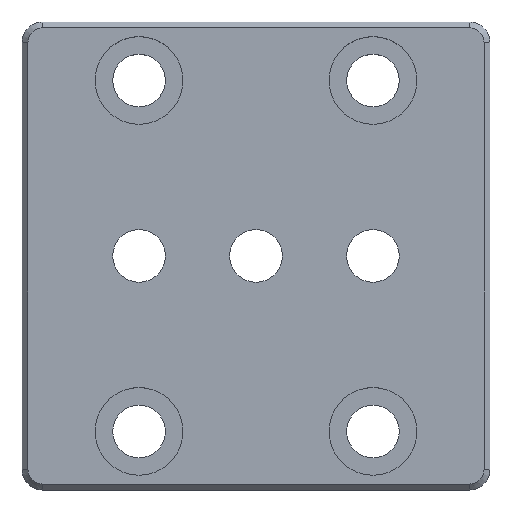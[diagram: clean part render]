
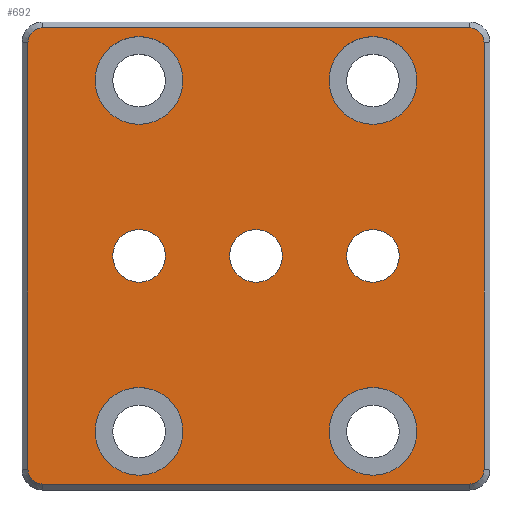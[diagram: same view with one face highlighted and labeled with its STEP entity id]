
A CAD part, top view. The second image highlights one B-rep face of the part: STEP entity #692.
In plain terms, the highlighted planar face has unit normal (0, 0, 1).
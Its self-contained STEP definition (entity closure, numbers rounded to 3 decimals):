
#47=LINE('',#1130,#87);
#52=LINE('',#1146,#92);
#55=LINE('',#1151,#95);
#59=LINE('',#1164,#99);
#87=VECTOR('',#914,73.);
#92=VECTOR('',#931,73.);
#95=VECTOR('',#936,73.);
#99=VECTOR('',#952,73.);
#134=FACE_BOUND('',#247,.T.);
#135=FACE_BOUND('',#248,.T.);
#136=FACE_BOUND('',#249,.T.);
#137=FACE_BOUND('',#250,.T.);
#138=FACE_BOUND('',#251,.T.);
#139=FACE_BOUND('',#252,.T.);
#140=FACE_BOUND('',#253,.T.);
#186=FACE_OUTER_BOUND('',#246,.T.);
#246=EDGE_LOOP('',(#592,#593,#594,#595,#596,#597,#598,#599));
#247=EDGE_LOOP('',(#600));
#248=EDGE_LOOP('',(#601));
#249=EDGE_LOOP('',(#602));
#250=EDGE_LOOP('',(#603));
#251=EDGE_LOOP('',(#604));
#252=EDGE_LOOP('',(#605));
#253=EDGE_LOOP('',(#606));
#287=CIRCLE('',#715,7.5);
#291=CIRCLE('',#722,7.5);
#308=CIRCLE('',#755,2.5);
#310=CIRCLE('',#758,2.5);
#311=CIRCLE('',#762,2.5);
#313=CIRCLE('',#765,2.5);
#314=CIRCLE('',#771,7.5);
#315=CIRCLE('',#772,7.5);
#316=CIRCLE('',#773,4.5);
#317=CIRCLE('',#774,4.5);
#318=CIRCLE('',#775,4.5);
#331=VERTEX_POINT('',#1033);
#335=VERTEX_POINT('',#1044);
#363=VERTEX_POINT('',#1127);
#364=VERTEX_POINT('',#1129);
#366=VERTEX_POINT('',#1134);
#367=VERTEX_POINT('',#1139);
#369=VERTEX_POINT('',#1144);
#370=VERTEX_POINT('',#1149);
#372=VERTEX_POINT('',#1154);
#373=VERTEX_POINT('',#1159);
#374=VERTEX_POINT('',#1172);
#375=VERTEX_POINT('',#1174);
#376=VERTEX_POINT('',#1176);
#377=VERTEX_POINT('',#1178);
#378=VERTEX_POINT('',#1180);
#391=EDGE_CURVE('',#331,#331,#287,.T.);
#395=EDGE_CURVE('',#335,#335,#291,.T.);
#436=EDGE_CURVE('',#363,#364,#47,.T.);
#439=EDGE_CURVE('',#366,#363,#308,.T.);
#442=EDGE_CURVE('',#364,#367,#310,.T.);
#444=EDGE_CURVE('',#369,#366,#52,.T.);
#447=EDGE_CURVE('',#367,#370,#55,.T.);
#449=EDGE_CURVE('',#372,#369,#311,.T.);
#452=EDGE_CURVE('',#370,#373,#313,.T.);
#454=EDGE_CURVE('',#373,#372,#59,.T.);
#458=EDGE_CURVE('',#374,#374,#314,.T.);
#459=EDGE_CURVE('',#375,#375,#315,.T.);
#460=EDGE_CURVE('',#376,#376,#316,.T.);
#461=EDGE_CURVE('',#377,#377,#317,.T.);
#462=EDGE_CURVE('',#378,#378,#318,.T.);
#592=ORIENTED_EDGE('',*,*,#436,.F.);
#593=ORIENTED_EDGE('',*,*,#439,.F.);
#594=ORIENTED_EDGE('',*,*,#444,.F.);
#595=ORIENTED_EDGE('',*,*,#449,.F.);
#596=ORIENTED_EDGE('',*,*,#454,.F.);
#597=ORIENTED_EDGE('',*,*,#452,.F.);
#598=ORIENTED_EDGE('',*,*,#447,.F.);
#599=ORIENTED_EDGE('',*,*,#442,.F.);
#600=ORIENTED_EDGE('',*,*,#391,.T.);
#601=ORIENTED_EDGE('',*,*,#395,.T.);
#602=ORIENTED_EDGE('',*,*,#458,.T.);
#603=ORIENTED_EDGE('',*,*,#459,.T.);
#604=ORIENTED_EDGE('',*,*,#460,.T.);
#605=ORIENTED_EDGE('',*,*,#461,.T.);
#606=ORIENTED_EDGE('',*,*,#462,.T.);
#655=PLANE('',#770);
#692=ADVANCED_FACE('',(#186,#134,#135,#136,#137,#138,#139,#140),#655,.T.);
#715=AXIS2_PLACEMENT_3D('',#1034,#812,#813);
#722=AXIS2_PLACEMENT_3D('',#1045,#826,#827);
#755=AXIS2_PLACEMENT_3D('',#1136,#919,#920);
#758=AXIS2_PLACEMENT_3D('',#1141,#926,#927);
#762=AXIS2_PLACEMENT_3D('',#1156,#940,#941);
#765=AXIS2_PLACEMENT_3D('',#1161,#947,#948);
#770=AXIS2_PLACEMENT_3D('',#1171,#962,#963);
#771=AXIS2_PLACEMENT_3D('',#1173,#964,#965);
#772=AXIS2_PLACEMENT_3D('',#1175,#966,#967);
#773=AXIS2_PLACEMENT_3D('',#1177,#968,#969);
#774=AXIS2_PLACEMENT_3D('',#1179,#970,#971);
#775=AXIS2_PLACEMENT_3D('',#1181,#972,#973);
#812=DIRECTION('center_axis',(0.,0.,-1.));
#813=DIRECTION('ref_axis',(1.,0.,0.));
#826=DIRECTION('center_axis',(0.,0.,-1.));
#827=DIRECTION('ref_axis',(1.,0.,0.));
#914=DIRECTION('',(-1.,0.,0.));
#919=DIRECTION('center_axis',(0.,0.,-1.));
#920=DIRECTION('ref_axis',(0.707,-0.707,0.));
#926=DIRECTION('center_axis',(0.,0.,-1.));
#927=DIRECTION('ref_axis',(-0.707,-0.707,0.));
#931=DIRECTION('',(0.,-1.,0.));
#936=DIRECTION('',(0.,1.,0.));
#940=DIRECTION('center_axis',(0.,0.,-1.));
#941=DIRECTION('ref_axis',(0.707,0.707,0.));
#947=DIRECTION('center_axis',(0.,0.,-1.));
#948=DIRECTION('ref_axis',(-0.707,0.707,0.));
#952=DIRECTION('',(1.,0.,0.));
#962=DIRECTION('center_axis',(0.,0.,1.));
#963=DIRECTION('ref_axis',(1.,0.,0.));
#964=DIRECTION('center_axis',(0.,0.,-1.));
#965=DIRECTION('ref_axis',(1.,0.,0.));
#966=DIRECTION('center_axis',(0.,0.,-1.));
#967=DIRECTION('ref_axis',(1.,0.,0.));
#968=DIRECTION('center_axis',(0.,0.,-1.));
#969=DIRECTION('ref_axis',(-1.,0.,0.));
#970=DIRECTION('center_axis',(0.,0.,-1.));
#971=DIRECTION('ref_axis',(-1.,0.,0.));
#972=DIRECTION('center_axis',(0.,0.,-1.));
#973=DIRECTION('ref_axis',(-1.,0.,0.));
#1033=CARTESIAN_POINT('',(27.5,-30.,7.5));
#1034=CARTESIAN_POINT('Origin',(20.,-30.,7.5));
#1044=CARTESIAN_POINT('',(27.5,30.,7.5));
#1045=CARTESIAN_POINT('Origin',(20.,30.,7.5));
#1127=CARTESIAN_POINT('',(36.5,-39.,7.5));
#1129=CARTESIAN_POINT('',(-36.5,-39.,7.5));
#1130=CARTESIAN_POINT('',(20.,-39.,7.5));
#1134=CARTESIAN_POINT('',(39.,-36.5,7.5));
#1136=CARTESIAN_POINT('Origin',(36.5,-36.5,7.5));
#1139=CARTESIAN_POINT('',(-39.,-36.5,7.5));
#1141=CARTESIAN_POINT('Origin',(-36.5,-36.5,7.5));
#1144=CARTESIAN_POINT('',(39.,36.5,7.5));
#1146=CARTESIAN_POINT('',(39.,20.,7.5));
#1149=CARTESIAN_POINT('',(-39.,36.5,7.5));
#1151=CARTESIAN_POINT('',(-39.,-20.,7.5));
#1154=CARTESIAN_POINT('',(36.5,39.,7.5));
#1156=CARTESIAN_POINT('Origin',(36.5,36.5,7.5));
#1159=CARTESIAN_POINT('',(-36.5,39.,7.5));
#1161=CARTESIAN_POINT('Origin',(-36.5,36.5,7.5));
#1164=CARTESIAN_POINT('',(-20.,39.,7.5));
#1171=CARTESIAN_POINT('Origin',(0.,0.,
7.5));
#1172=CARTESIAN_POINT('',(-12.5,30.,7.5));
#1173=CARTESIAN_POINT('Origin',(-20.,30.,7.5));
#1174=CARTESIAN_POINT('',(-12.5,-30.,7.5));
#1175=CARTESIAN_POINT('Origin',(-20.,-30.,7.5));
#1176=CARTESIAN_POINT('',(-15.5,0.,7.5));
#1177=CARTESIAN_POINT('Origin',(-20.,0.,7.5));
#1178=CARTESIAN_POINT('',(4.5,0.,7.5));
#1179=CARTESIAN_POINT('Origin',(0.,0.,7.5));
#1180=CARTESIAN_POINT('',(24.5,0.,7.5));
#1181=CARTESIAN_POINT('Origin',(20.,0.,7.5));
